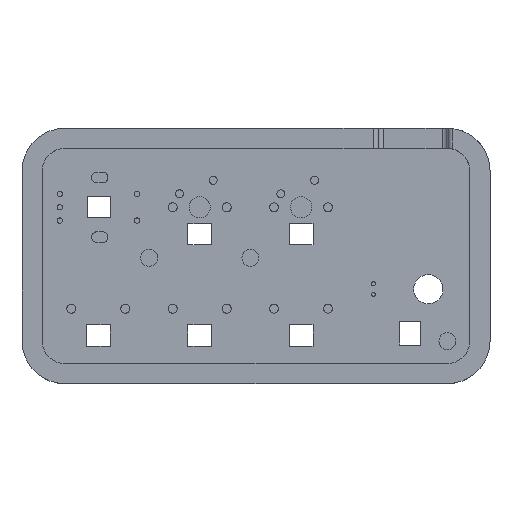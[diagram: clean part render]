
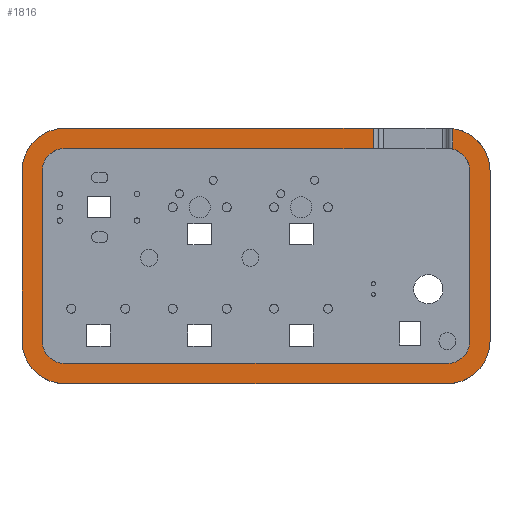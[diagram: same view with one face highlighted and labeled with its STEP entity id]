
A CAD part, top view. The second image highlights one B-rep face of the part: STEP entity #1816.
In plain terms, the highlighted planar face has unit normal (0, 0, 1).
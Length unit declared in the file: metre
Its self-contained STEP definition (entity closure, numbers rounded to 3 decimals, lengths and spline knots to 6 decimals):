
#102=CIRCLE('',#1973,0.0042);
#103=CIRCLE('',#1976,0.0042);
#104=CIRCLE('',#1979,0.0042);
#108=CIRCLE('',#1986,0.0042);
#109=CIRCLE('',#1989,0.008);
#110=CIRCLE('',#1992,0.008);
#111=CIRCLE('',#1995,0.008);
#115=CIRCLE('',#2001,0.008);
#217=LINE('',#2940,#363);
#220=LINE('',#2948,#366);
#222=LINE('',#2954,#368);
#226=LINE('',#2968,#372);
#229=LINE('',#2982,#375);
#232=LINE('',#2990,#378);
#235=LINE('',#2998,#381);
#238=LINE('',#3006,#384);
#243=LINE('',#3030,#389);
#246=LINE('',#3034,#392);
#363=VECTOR('',#2314,1.);
#366=VECTOR('',#2323,1.);
#368=VECTOR('',#2331,1.);
#372=VECTOR('',#2343,1.);
#375=VECTOR('',#2352,1.);
#378=VECTOR('',#2361,1.);
#381=VECTOR('',#2370,1.);
#384=VECTOR('',#2379,1.);
#389=VECTOR('',#2396,1.);
#392=VECTOR('',#2401,1.);
#662=ORIENTED_EDGE('',*,*,#1024,.T.);
#663=ORIENTED_EDGE('',*,*,#1041,.T.);
#664=ORIENTED_EDGE('',*,*,#1071,.T.);
#665=ORIENTED_EDGE('',*,*,#1058,.F.);
#666=ORIENTED_EDGE('',*,*,#1056,.F.);
#667=ORIENTED_EDGE('',*,*,#1054,.F.);
#668=ORIENTED_EDGE('',*,*,#1052,.F.);
#669=ORIENTED_EDGE('',*,*,#1050,.F.);
#670=ORIENTED_EDGE('',*,*,#1048,.F.);
#671=ORIENTED_EDGE('',*,*,#1046,.F.);
#672=ORIENTED_EDGE('',*,*,#1067,.F.);
#673=ORIENTED_EDGE('',*,*,#1068,.T.);
#674=ORIENTED_EDGE('',*,*,#1044,.T.);
#675=ORIENTED_EDGE('',*,*,#1027,.T.);
#676=ORIENTED_EDGE('',*,*,#1029,.T.);
#677=ORIENTED_EDGE('',*,*,#1031,.T.);
#678=ORIENTED_EDGE('',*,*,#1033,.T.);
#679=ORIENTED_EDGE('',*,*,#1034,.T.);
#1024=EDGE_CURVE('',#1258,#1259,#102,.T.);
#1027=EDGE_CURVE('',#1260,#1261,#217,.T.);
#1029=EDGE_CURVE('',#1261,#1262,#103,.T.);
#1031=EDGE_CURVE('',#1262,#1263,#220,.T.);
#1033=EDGE_CURVE('',#1263,#1264,#104,.T.);
#1034=EDGE_CURVE('',#1264,#1258,#222,.T.);
#1041=EDGE_CURVE('',#1259,#1270,#226,.T.);
#1044=EDGE_CURVE('',#1271,#1260,#108,.T.);
#1046=EDGE_CURVE('',#1273,#1274,#229,.F.);
#1048=EDGE_CURVE('',#1274,#1275,#109,.T.);
#1050=EDGE_CURVE('',#1275,#1276,#232,.F.);
#1052=EDGE_CURVE('',#1276,#1277,#110,.T.);
#1054=EDGE_CURVE('',#1277,#1278,#235,.T.);
#1056=EDGE_CURVE('',#1278,#1279,#111,.T.);
#1058=EDGE_CURVE('',#1279,#1280,#238,.T.);
#1067=EDGE_CURVE('',#1287,#1273,#115,.T.);
#1068=EDGE_CURVE('',#1287,#1271,#243,.F.);
#1071=EDGE_CURVE('',#1270,#1280,#246,.T.);
#1258=VERTEX_POINT('',#2931);
#1259=VERTEX_POINT('',#2933);
#1260=VERTEX_POINT('',#2937);
#1261=VERTEX_POINT('',#2939);
#1262=VERTEX_POINT('',#2943);
#1263=VERTEX_POINT('',#2947);
#1264=VERTEX_POINT('',#2951);
#1270=VERTEX_POINT('',#2967);
#1271=VERTEX_POINT('',#2975);
#1273=VERTEX_POINT('',#2981);
#1274=VERTEX_POINT('',#2983);
#1275=VERTEX_POINT('',#2987);
#1276=VERTEX_POINT('',#2991);
#1277=VERTEX_POINT('',#2995);
#1278=VERTEX_POINT('',#2999);
#1279=VERTEX_POINT('',#3003);
#1280=VERTEX_POINT('',#3007);
#1287=VERTEX_POINT('',#3027);
#1401=EDGE_LOOP('',(#662,#663,#664,#665,#666,#667,#668,#669,#670,#671,#672,
#673,#674,#675,#676,#677,#678,#679));
#1595=FACE_BOUND('',#1401,.T.);
#1725=PLANE('',#2009);
#1816=ADVANCED_FACE('',(#1595),#1725,.F.);
#1973=AXIS2_PLACEMENT_3D('',#2934,#2308,#2309);
#1976=AXIS2_PLACEMENT_3D('',#2944,#2318,#2319);
#1979=AXIS2_PLACEMENT_3D('',#2952,#2327,#2328);
#1986=AXIS2_PLACEMENT_3D('',#2978,#2347,#2348);
#1989=AXIS2_PLACEMENT_3D('',#2986,#2356,#2357);
#1992=AXIS2_PLACEMENT_3D('',#2994,#2365,#2366);
#1995=AXIS2_PLACEMENT_3D('',#3002,#2374,#2375);
#2001=AXIS2_PLACEMENT_3D('',#3028,#2392,#2393);
#2009=AXIS2_PLACEMENT_3D('',#3044,#2416,#2417);
#2308=DIRECTION('',(0.,0.,-1.));
#2309=DIRECTION('',(-1.,0.,0.));
#2314=DIRECTION('',(0.,-1.,0.));
#2318=DIRECTION('',(0.,0.,-1.));
#2319=DIRECTION('',(-1.,0.,0.));
#2323=DIRECTION('',(-1.,0.,0.));
#2327=DIRECTION('',(0.,0.,-1.));
#2328=DIRECTION('',(-1.,0.,0.));
#2331=DIRECTION('',(0.,1.,0.));
#2343=DIRECTION('',(1.,0.,0.));
#2347=DIRECTION('',(0.,0.,-1.));
#2348=DIRECTION('',(-1.,0.,0.));
#2352=DIRECTION('',(0.,1.,0.));
#2356=DIRECTION('',(0.,0.,-1.));
#2357=DIRECTION('',(1.,0.,0.));
#2361=DIRECTION('',(1.,0.,0.));
#2365=DIRECTION('',(0.,0.,-1.));
#2366=DIRECTION('',(0.,-1.,0.));
#2370=DIRECTION('',(0.,1.,0.));
#2374=DIRECTION('',(0.,0.,-1.));
#2375=DIRECTION('',(-1.,0.,0.));
#2379=DIRECTION('',(1.,0.,0.));
#2392=DIRECTION('',(0.,0.,-1.));
#2393=DIRECTION('',(0.,1.,0.));
#2396=DIRECTION('',(0.,1.,0.));
#2401=DIRECTION('',(0.,1.,0.));
#2416=DIRECTION('',(0.,0.,-1.));
#2417=DIRECTION('',(-1.,0.,0.));
#2931=CARTESIAN_POINT('',(-0.0402,0.016,0.004));
#2933=CARTESIAN_POINT('',(-0.036,0.0202,0.004));
#2934=CARTESIAN_POINT('',(-0.036,0.016,0.004));
#2937=CARTESIAN_POINT('',(0.0402,0.016,0.004));
#2939=CARTESIAN_POINT('',(0.0402,-0.016,0.004));
#2940=CARTESIAN_POINT('',(0.0402,0.016,0.004));
#2943=CARTESIAN_POINT('',(0.036,-0.0202,0.004));
#2944=CARTESIAN_POINT('',(0.036,-0.016,0.004));
#2947=CARTESIAN_POINT('',(-0.036,-0.0202,0.004));
#2948=CARTESIAN_POINT('',(-0.036,-0.0202,0.004));
#2951=CARTESIAN_POINT('',(-0.0402,-0.016,0.004));
#2952=CARTESIAN_POINT('',(-0.036,-0.016,0.004));
#2954=CARTESIAN_POINT('',(-0.0402,0.016,0.004));
#2967=CARTESIAN_POINT('',(0.022009,0.0202,0.004));
#2968=CARTESIAN_POINT('',(-0.036,0.0202,0.004));
#2975=CARTESIAN_POINT('',(0.03701,0.020077,0.004));
#2978=CARTESIAN_POINT('',(0.036,0.016,0.004));
#2981=CARTESIAN_POINT('',(0.044,0.016,0.004));
#2982=CARTESIAN_POINT('',(0.044,0.,0.004));
#2983=CARTESIAN_POINT('',(0.044,-0.016,0.004));
#2986=CARTESIAN_POINT('',(0.036,-0.016,0.004));
#2987=CARTESIAN_POINT('',(0.036,-0.024,0.004));
#2990=CARTESIAN_POINT('',(0.,-0.024,0.004));
#2991=CARTESIAN_POINT('',(-0.036,-0.024,0.004));
#2994=CARTESIAN_POINT('',(-0.036,-0.016,0.004));
#2995=CARTESIAN_POINT('',(-0.044,-0.016,0.004));
#2998=CARTESIAN_POINT('',(-0.044,0.,0.004));
#2999=CARTESIAN_POINT('',(-0.044,0.016,0.004));
#3002=CARTESIAN_POINT('',(-0.036,0.016,0.004));
#3003=CARTESIAN_POINT('',(-0.036,0.024,0.004));
#3006=CARTESIAN_POINT('',(0.,0.024,0.004));
#3007=CARTESIAN_POINT('',(0.022009,0.024,0.004));
#3027=CARTESIAN_POINT('',(0.03701,0.023936,0.004));
#3028=CARTESIAN_POINT('',(0.036,0.016,0.004));
#3030=CARTESIAN_POINT('',(0.03701,0.016,0.004));
#3034=CARTESIAN_POINT('',(0.022009,0.024,0.004));
#3044=CARTESIAN_POINT('',(-0.036,0.016,0.004));
